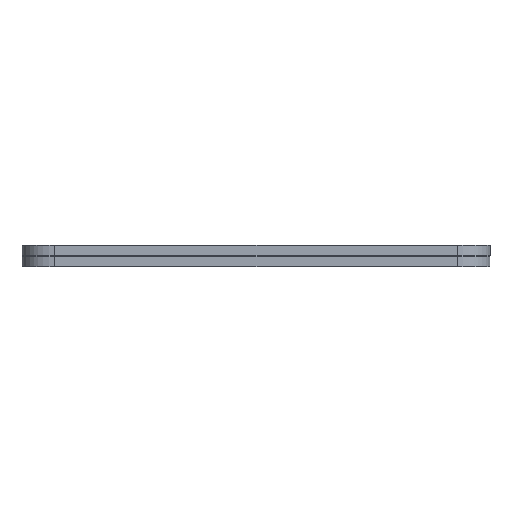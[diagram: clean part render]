
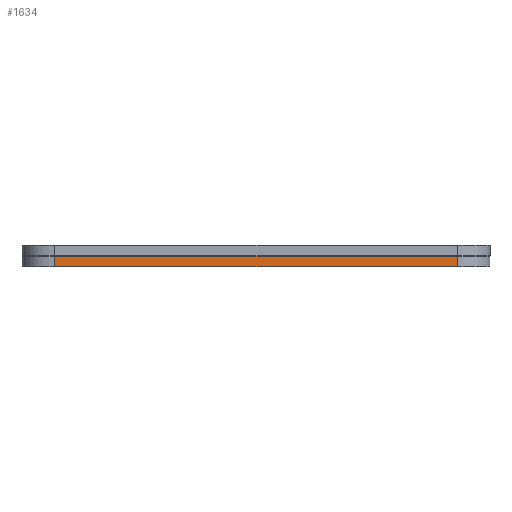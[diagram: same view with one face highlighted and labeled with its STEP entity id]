
A CAD part, front view. The second image highlights one B-rep face of the part: STEP entity #1634.
In plain terms, the highlighted planar face has unit normal (0, -1, 0).
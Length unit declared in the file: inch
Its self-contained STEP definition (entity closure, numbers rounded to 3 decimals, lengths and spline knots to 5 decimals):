
#19 = VECTOR ( 'NONE', #873, 39.37008 ) ;
#58 = CARTESIAN_POINT ( 'NONE',  ( 2.3125, -2.6875, 0.125 ) ) ;
#208 = CARTESIAN_POINT ( 'NONE',  ( 2.3125, -2.6875, 0.125 ) ) ;
#214 = EDGE_CURVE ( 'NONE', #271, #1517, #1144, .T. ) ;
#233 = LINE ( 'NONE', #1255, #1867 ) ;
#271 = VERTEX_POINT ( 'NONE', #1747 ) ;
#360 = AXIS2_PLACEMENT_3D ( 'NONE', #412, #866, #442 ) ;
#412 = CARTESIAN_POINT ( 'NONE',  ( -2.6875, -2.6875, 0.125 ) ) ;
#423 = PLANE ( 'NONE',  #360 ) ;
#442 = DIRECTION ( 'NONE',  ( 0., 0., 1. ) ) ;
#601 = VERTEX_POINT ( 'NONE', #208 ) ;
#622 = ORIENTED_EDGE ( 'NONE', *, *, #214, .F. ) ;
#702 = DIRECTION ( 'NONE',  ( 0., 0., -1. ) ) ;
#703 = ORIENTED_EDGE ( 'NONE', *, *, #1396, .F. ) ;
#717 = CARTESIAN_POINT ( 'NONE',  ( 2.3125, -2.6875, 0. ) ) ;
#721 = DIRECTION ( 'NONE',  ( 0., 0., 1. ) ) ;
#723 = VERTEX_POINT ( 'NONE', #717 ) ;
#866 = DIRECTION ( 'NONE',  ( 0., 1., 0. ) ) ;
#873 = DIRECTION ( 'NONE',  ( 1., 0., 0. ) ) ;
#1026 = CARTESIAN_POINT ( 'NONE',  ( -2.3125, -2.6875, 0.125 ) ) ;
#1043 = VECTOR ( 'NONE', #721, 39.37008 ) ;
#1144 = LINE ( 'NONE', #1737, #1043 ) ;
#1255 = CARTESIAN_POINT ( 'NONE',  ( -2.6875, -2.6875, 0. ) ) ;
#1396 = EDGE_CURVE ( 'NONE', #601, #723, #1674, .T. ) ;
#1440 = CARTESIAN_POINT ( 'NONE',  ( -2.6875, -2.6875, 0.125 ) ) ;
#1517 = VERTEX_POINT ( 'NONE', #1026 ) ;
#1533 = DIRECTION ( 'NONE',  ( 1., 0., 0. ) ) ;
#1573 = EDGE_CURVE ( 'NONE', #1517, #601, #1720, .T. ) ;
#1618 = ORIENTED_EDGE ( 'NONE', *, *, #1895, .T. ) ;
#1634 = ADVANCED_FACE ( 'NONE', ( #1877 ), #423, .F. ) ;
#1653 = EDGE_LOOP ( 'NONE', ( #622, #1618, #703, #1780 ) ) ;
#1674 = LINE ( 'NONE', #58, #1736 ) ;
#1720 = LINE ( 'NONE', #1440, #19 ) ;
#1736 = VECTOR ( 'NONE', #702, 39.37008 ) ;
#1737 = CARTESIAN_POINT ( 'NONE',  ( -2.3125, -2.6875, 0.125 ) ) ;
#1747 = CARTESIAN_POINT ( 'NONE',  ( -2.3125, -2.6875, 0. ) ) ;
#1780 = ORIENTED_EDGE ( 'NONE', *, *, #1573, .F. ) ;
#1867 = VECTOR ( 'NONE', #1533, 39.37008 ) ;
#1877 = FACE_OUTER_BOUND ( 'NONE', #1653, .T. ) ;
#1895 = EDGE_CURVE ( 'NONE', #271, #723, #233, .T. ) ;
